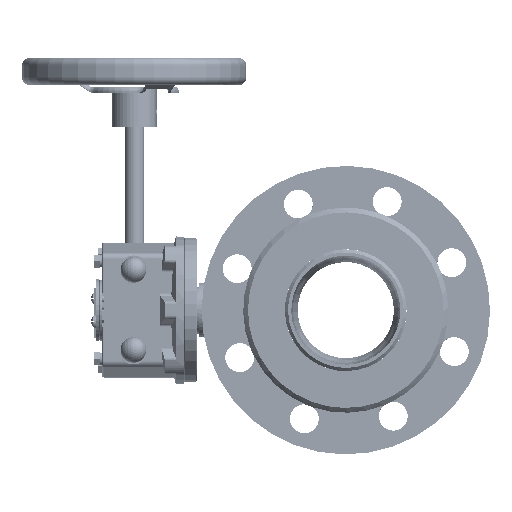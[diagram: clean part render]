
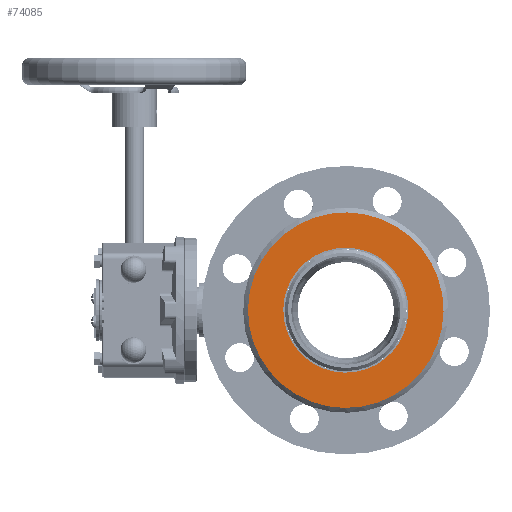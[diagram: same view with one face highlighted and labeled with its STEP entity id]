
A CAD part, left-side view. The second image highlights one B-rep face of the part: STEP entity #74085.
In plain terms, the highlighted face is planar.
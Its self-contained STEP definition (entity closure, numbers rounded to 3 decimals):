
#1581 = CIRCLE ( 'NONE', #39929, 39. ) ;
#2639 = CIRCLE ( 'NONE', #7470, 39. ) ;
#7470 = AXIS2_PLACEMENT_3D ( 'NONE', #62313, #61556, #121096 ) ;
#8056 = PLANE ( 'NONE',  #48243 ) ;
#11680 = CIRCLE ( 'NONE', #23585, 61. ) ;
#12615 = CARTESIAN_POINT ( 'NONE',  ( 0., 0., 24. ) ) ;
#14675 = CIRCLE ( 'NONE', #77238, 61. ) ;
#23585 = AXIS2_PLACEMENT_3D ( 'NONE', #59896, #141957, #84710 ) ;
#25015 = ORIENTED_EDGE ( 'NONE', *, *, #92309, .T. ) ;
#32118 = DIRECTION ( 'NONE',  ( 0., 0., 1. ) ) ;
#39929 = AXIS2_PLACEMENT_3D ( 'NONE', #111941, #90728, #68863 ) ;
#40230 = CARTESIAN_POINT ( 'NONE',  ( 61., 0., 24. ) ) ;
#44119 = CARTESIAN_POINT ( 'NONE',  ( 39., 0., 24. ) ) ;
#44403 = EDGE_CURVE ( 'NONE', #100034, #73150, #11680, .T. ) ;
#48243 = AXIS2_PLACEMENT_3D ( 'NONE', #54698, #32118, #123261 ) ;
#54698 = CARTESIAN_POINT ( 'NONE',  ( 0., 0., 24. ) ) ;
#59896 = CARTESIAN_POINT ( 'NONE',  ( 0., 0., 24. ) ) ;
#61556 = DIRECTION ( 'NONE',  ( 0., 0., -1. ) ) ;
#62313 = CARTESIAN_POINT ( 'NONE',  ( 0., 0., 24. ) ) ;
#65260 = FACE_BOUND ( 'NONE', #129514, .T. ) ;
#68863 = DIRECTION ( 'NONE',  ( 1., 0., 0. ) ) ;
#69079 = DIRECTION ( 'NONE',  ( 0., 0., 1. ) ) ;
#70385 = CARTESIAN_POINT ( 'NONE',  ( -39., 0., 24. ) ) ;
#73150 = VERTEX_POINT ( 'NONE', #40230 ) ;
#74085 = ADVANCED_FACE ( 'NONE', ( #79519, #65260 ), #8056, .T. ) ;
#77238 = AXIS2_PLACEMENT_3D ( 'NONE', #12615, #69079, #91693 ) ;
#79519 = FACE_OUTER_BOUND ( 'NONE', #102705, .T. ) ;
#84710 = DIRECTION ( 'NONE',  ( 1., 0., 0. ) ) ;
#85586 = ORIENTED_EDGE ( 'NONE', *, *, #147067, .T. ) ;
#86846 = EDGE_CURVE ( 'NONE', #100125, #101327, #2639, .T. ) ;
#90728 = DIRECTION ( 'NONE',  ( 0., 0., -1. ) ) ;
#91693 = DIRECTION ( 'NONE',  ( 1., 0., 0. ) ) ;
#92012 = ORIENTED_EDGE ( 'NONE', *, *, #44403, .T. ) ;
#92309 = EDGE_CURVE ( 'NONE', #73150, #100034, #14675, .T. ) ;
#100034 = VERTEX_POINT ( 'NONE', #134836 ) ;
#100125 = VERTEX_POINT ( 'NONE', #70385 ) ;
#101327 = VERTEX_POINT ( 'NONE', #44119 ) ;
#102705 = EDGE_LOOP ( 'NONE', ( #92012, #25015 ) ) ;
#111941 = CARTESIAN_POINT ( 'NONE',  ( 0., 0., 24. ) ) ;
#116643 = ORIENTED_EDGE ( 'NONE', *, *, #86846, .T. ) ;
#121096 = DIRECTION ( 'NONE',  ( 1., 0., 0. ) ) ;
#123261 = DIRECTION ( 'NONE',  ( 1., 0., 0. ) ) ;
#129514 = EDGE_LOOP ( 'NONE', ( #85586, #116643 ) ) ;
#134836 = CARTESIAN_POINT ( 'NONE',  ( -61., 0., 24. ) ) ;
#141957 = DIRECTION ( 'NONE',  ( 0., 0., 1. ) ) ;
#147067 = EDGE_CURVE ( 'NONE', #101327, #100125, #1581, .T. ) ;
